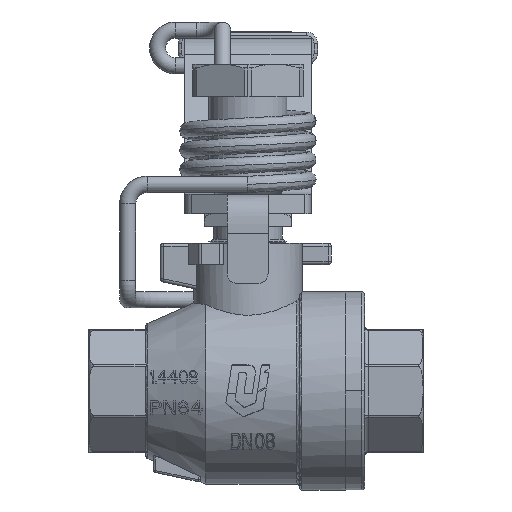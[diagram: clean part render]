
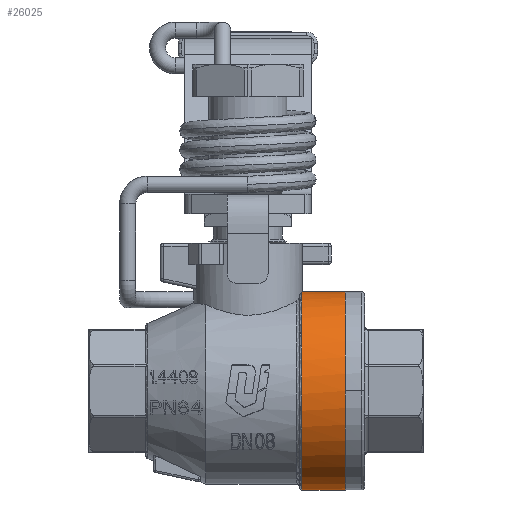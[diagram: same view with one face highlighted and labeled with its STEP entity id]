
A CAD part, front view. The second image highlights one B-rep face of the part: STEP entity #26025.
In plain terms, the highlighted cylindrical face has radius 15.25 mm (diameter 30.5 mm), a partial arc.
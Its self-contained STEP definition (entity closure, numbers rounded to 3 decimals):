
#4161=CARTESIAN_POINT('',(15.,0.,15.25));
#4162=VERTEX_POINT('',#4161);
#4170=CARTESIAN_POINT('',(15.,-15.25,-0.));
#4171=VERTEX_POINT('',#4170);
#4172=CARTESIAN_POINT('',(15.,0.,-0.));
#4173=DIRECTION('',(1.,0.,-0.));
#4174=DIRECTION('',(-0.,1.,-0.));
#4175=AXIS2_PLACEMENT_3D('',#4172,#4173,#4174);
#4176=CIRCLE('',#4175,15.25);
#4177=EDGE_CURVE('',#4162,#4171,#4176,.T.);
#23209=CARTESIAN_POINT('',(8.3,-0.,-15.25));
#23210=VERTEX_POINT('',#23209);
#23261=CARTESIAN_POINT('',(15.,-0.,-15.25));
#23262=VERTEX_POINT('',#23261);
#23263=CARTESIAN_POINT('',(15.,-0.,-15.25));
#23264=DIRECTION('',(-1.,-0.,0.));
#23265=VECTOR('',#23264,6.7);
#23266=LINE('',#23263,#23265);
#23267=EDGE_CURVE('',#23262,#23210,#23266,.T.);
#23270=CARTESIAN_POINT('',(8.35,0.,15.25));
#23271=VERTEX_POINT('',#23270);
#23279=CARTESIAN_POINT('',(8.35,0.,15.25));
#23280=DIRECTION('',(1.,0.,-0.));
#23281=VECTOR('',#23280,6.65);
#23282=LINE('',#23279,#23281);
#23283=EDGE_CURVE('',#23271,#4162,#23282,.T.);
#25963=CARTESIAN_POINT('',(8.3,-0.912,15.223));
#25964=VERTEX_POINT('',#25963);
#25990=CARTESIAN_POINT('',(8.3,-0.912,15.223));
#25991=CARTESIAN_POINT('',(8.334,-0.606,15.241));
#25992=CARTESIAN_POINT('',(8.35,-0.301,15.25));
#25993=CARTESIAN_POINT('',(8.35,0.,15.25));
#25994=B_SPLINE_CURVE_WITH_KNOTS('',3,(#25990,#25991,#25992,#25993),.UNSPECIFIED.,.F.,.F.,(4,4),(-3.96,-3.87),.UNSPECIFIED.);
#25995=EDGE_CURVE('',#25964,#23271,#25994,.T.);
#26000=CARTESIAN_POINT('',(16.975,0.,-0.));
#26001=DIRECTION('',(1.,0.,-0.));
#26002=DIRECTION('',(-0.,-0.,-1.));
#26003=AXIS2_PLACEMENT_3D('',#26000,#26001,#26002);
#26004=CYLINDRICAL_SURFACE('',#26003,15.25);
#26005=ORIENTED_EDGE('',*,*,#23267,.F.);
#26006=CARTESIAN_POINT('',(15.,0.,-0.));
#26007=DIRECTION('',(1.,0.,-0.));
#26008=DIRECTION('',(-0.,-0.,-1.));
#26009=AXIS2_PLACEMENT_3D('',#26006,#26007,#26008);
#26010=CIRCLE('',#26009,15.25);
#26011=EDGE_CURVE('',#4171,#23262,#26010,.T.);
#26012=ORIENTED_EDGE('',*,*,#26011,.F.);
#26013=ORIENTED_EDGE('',*,*,#4177,.F.);
#26014=ORIENTED_EDGE('',*,*,#23283,.F.);
#26015=ORIENTED_EDGE('',*,*,#25995,.F.);
#26016=CARTESIAN_POINT('',(8.3,0.,-0.));
#26017=DIRECTION('',(1.,0.,-0.));
#26018=DIRECTION('',(-0.,-0.,-1.));
#26019=AXIS2_PLACEMENT_3D('',#26016,#26017,#26018);
#26020=CIRCLE('',#26019,15.25);
#26021=EDGE_CURVE('',#25964,#23210,#26020,.T.);
#26022=ORIENTED_EDGE('',*,*,#26021,.T.);
#26023=EDGE_LOOP('',(#26005,#26012,#26013,#26014,#26015,#26022));
#26024=FACE_BOUND('',#26023,.T.);
#26025=ADVANCED_FACE('',(#26024),#26004,.T.);
